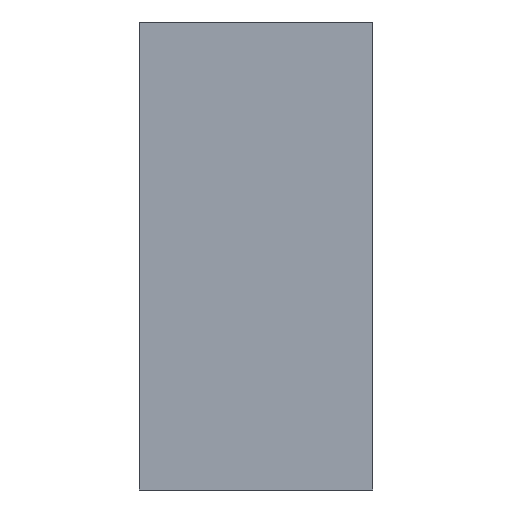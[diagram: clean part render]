
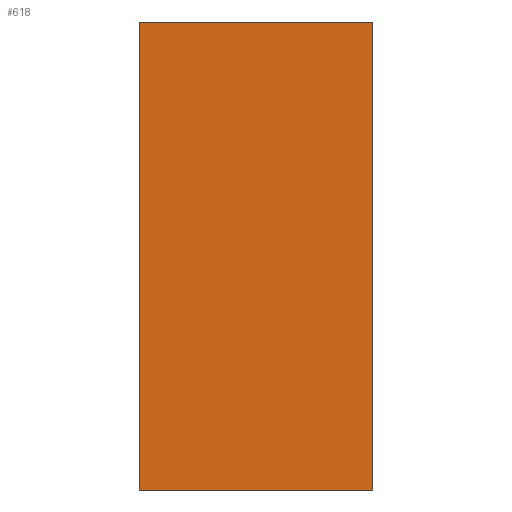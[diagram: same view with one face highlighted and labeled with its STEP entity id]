
A CAD part, front view. The second image highlights one B-rep face of the part: STEP entity #618.
In plain terms, the highlighted planar face has unit normal (0, -1, 0).
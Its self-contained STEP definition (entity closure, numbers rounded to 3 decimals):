
#332=FACE_OUTER_BOUND('',#356,.T.);
#356=EDGE_LOOP('',(#531,#532,#533,#534));
#381=LINE('',#1064,#411);
#385=LINE('',#1072,#415);
#388=LINE('',#1078,#418);
#391=LINE('',#1083,#421);
#411=VECTOR('',#815,10.);
#415=VECTOR('',#821,10.);
#418=VECTOR('',#826,10.);
#421=VECTOR('',#831,10.);
#441=VERTEX_POINT('',#1062);
#442=VERTEX_POINT('',#1063);
#445=VERTEX_POINT('',#1071);
#447=VERTEX_POINT('',#1077);
#469=EDGE_CURVE('',#441,#442,#381,.T.);
#473=EDGE_CURVE('',#445,#441,#385,.T.);
#476=EDGE_CURVE('',#447,#445,#388,.T.);
#479=EDGE_CURVE('',#442,#447,#391,.T.);
#531=ORIENTED_EDGE('',*,*,#479,.F.);
#532=ORIENTED_EDGE('',*,*,#469,.F.);
#533=ORIENTED_EDGE('',*,*,#473,.F.);
#534=ORIENTED_EDGE('',*,*,#476,.F.);
#600=PLANE('',#706);
#618=ADVANCED_FACE('',(#332),#600,.F.);
#706=AXIS2_PLACEMENT_3D('',#1086,#835,#836);
#815=DIRECTION('',(1.,0.,0.));
#821=DIRECTION('',(0.,0.,1.));
#826=DIRECTION('',(-1.,0.,0.));
#831=DIRECTION('',(0.,0.,-1.));
#835=DIRECTION('center_axis',(0.,1.,0.));
#836=DIRECTION('ref_axis',(0.,0.,1.));
#1062=CARTESIAN_POINT('',(-12.7,0.,25.368));
#1063=CARTESIAN_POINT('',(1207.3,0.,25.368));
#1064=CARTESIAN_POINT('',(-12.7,0.,25.368));
#1071=CARTESIAN_POINT('',(-12.7,0.,-2414.632));
#1072=CARTESIAN_POINT('',(-12.7,0.,-2414.632));
#1077=CARTESIAN_POINT('',(1207.3,0.,-2414.632));
#1078=CARTESIAN_POINT('',(1207.3,0.,-2414.632));
#1083=CARTESIAN_POINT('',(1207.3,0.,25.368));
#1086=CARTESIAN_POINT('Origin',(597.3,0.,-1194.632));
